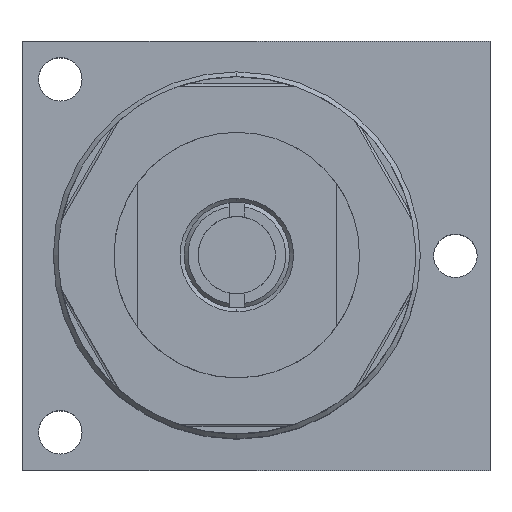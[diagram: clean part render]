
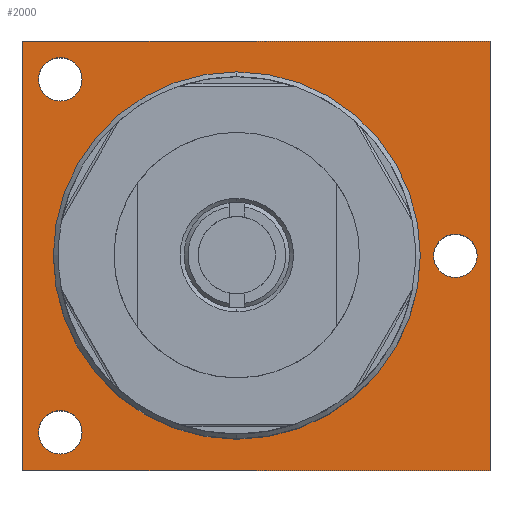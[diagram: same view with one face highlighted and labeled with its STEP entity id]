
A CAD part, top view. The second image highlights one B-rep face of the part: STEP entity #2000.
In plain terms, the highlighted planar face has unit normal (0, 0, 1).
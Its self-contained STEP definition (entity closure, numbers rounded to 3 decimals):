
#595=DIRECTION('',(0.,1.,0.));
#596=VECTOR('',#595,88.9);
#597=CARTESIAN_POINT('',(-44.45,-44.45,20.65));
#598=LINE('',#597,#596);
#599=CARTESIAN_POINT('',(0.,0.,20.65));
#600=DIRECTION('',(0.,0.,-1.));
#601=DIRECTION('',(0.,-1.,0.));
#602=AXIS2_PLACEMENT_3D('',#599,#600,#601);
#604=CARTESIAN_POINT('',(0.,0.,20.65));
#605=DIRECTION('',(0.,0.,-1.));
#606=DIRECTION('',(0.,1.,0.));
#607=AXIS2_PLACEMENT_3D('',#604,#605,#606);
#609=CARTESIAN_POINT('',(-36.525,-36.525,20.65));
#610=DIRECTION('',(0.,0.,-1.));
#611=DIRECTION('',(-1.,0.,0.));
#612=AXIS2_PLACEMENT_3D('',#609,#610,#611);
#614=CARTESIAN_POINT('',(-36.525,-36.525,20.65));
#615=DIRECTION('',(0.,0.,-1.));
#616=DIRECTION('',(1.,0.,0.));
#617=AXIS2_PLACEMENT_3D('',#614,#615,#616);
#619=CARTESIAN_POINT('',(-36.525,36.525,20.65));
#620=DIRECTION('',(0.,0.,-1.));
#621=DIRECTION('',(-1.,0.,0.));
#622=AXIS2_PLACEMENT_3D('',#619,#620,#621);
#624=CARTESIAN_POINT('',(-36.525,36.525,20.65));
#625=DIRECTION('',(0.,0.,-1.));
#626=DIRECTION('',(1.,0.,0.));
#627=AXIS2_PLACEMENT_3D('',#624,#625,#626);
#629=CARTESIAN_POINT('',(45.237,0.,20.65));
#630=DIRECTION('',(0.,0.,-1.));
#631=DIRECTION('',(-1.,0.,0.));
#632=AXIS2_PLACEMENT_3D('',#629,#630,#631);
#634=CARTESIAN_POINT('',(45.237,0.,20.65));
#635=DIRECTION('',(0.,0.,-1.));
#636=DIRECTION('',(1.,0.,0.));
#637=AXIS2_PLACEMENT_3D('',#634,#635,#636);
#647=DIRECTION('',(1.,0.,0.));
#648=VECTOR('',#647,96.85);
#649=CARTESIAN_POINT('',(-44.45,-44.45,20.65));
#650=LINE('',#649,#648);
#689=DIRECTION('',(0.,1.,0.));
#690=VECTOR('',#689,88.9);
#691=CARTESIAN_POINT('',(52.4,-44.45,20.65));
#692=LINE('',#691,#690);
#721=DIRECTION('',(1.,0.,0.));
#722=VECTOR('',#721,96.85);
#723=CARTESIAN_POINT('',(-44.45,44.45,20.65));
#724=LINE('',#723,#722);
#1308=CARTESIAN_POINT('',(-44.45,-44.45,20.65));
#1309=VERTEX_POINT('',#1308);
#1310=CARTESIAN_POINT('',(52.4,-44.45,20.65));
#1311=VERTEX_POINT('',#1310);
#1316=CARTESIAN_POINT('',(-44.45,44.45,20.65));
#1317=VERTEX_POINT('',#1316);
#1318=CARTESIAN_POINT('',(52.4,44.45,20.65));
#1319=VERTEX_POINT('',#1318);
#1324=CARTESIAN_POINT('',(-41.021,-36.525,20.65));
#1325=CARTESIAN_POINT('',(-32.029,-36.525,20.65));
#1326=VERTEX_POINT('',#1324);
#1327=VERTEX_POINT('',#1325);
#1332=CARTESIAN_POINT('',(-41.021,36.525,20.65));
#1333=CARTESIAN_POINT('',(-32.029,36.525,20.65));
#1334=VERTEX_POINT('',#1332);
#1335=VERTEX_POINT('',#1333);
#1340=CARTESIAN_POINT('',(40.741,0.,20.65));
#1341=CARTESIAN_POINT('',(49.733,0.,20.65));
#1342=VERTEX_POINT('',#1340);
#1343=VERTEX_POINT('',#1341);
#1384=CARTESIAN_POINT('',(0.,-36.488,20.65));
#1385=CARTESIAN_POINT('',(0.,36.488,20.65));
#1386=VERTEX_POINT('',#1384);
#1387=VERTEX_POINT('',#1385);
#1962=CARTESIAN_POINT('',(-44.45,-44.45,20.65));
#1963=DIRECTION('',(0.,0.,1.));
#1964=DIRECTION('',(1.,0.,0.));
#1965=AXIS2_PLACEMENT_3D('',#1962,#1963,#1964);
#1966=PLANE('',#1965);
#1968=ORIENTED_EDGE('',*,*,#1967,.F.);
#1970=ORIENTED_EDGE('',*,*,#1969,.T.);
#1972=ORIENTED_EDGE('',*,*,#1971,.T.);
#1974=ORIENTED_EDGE('',*,*,#1973,.F.);
#1975=EDGE_LOOP('',(#1968,#1970,#1972,#1974));
#1976=FACE_OUTER_BOUND('',#1975,.F.);
#1978=ORIENTED_EDGE('',*,*,#1977,.F.);
#1979=ORIENTED_EDGE('',*,*,#1952,.F.);
#1980=EDGE_LOOP('',(#1978,#1979));
#1981=FACE_BOUND('',#1980,.F.);
#1983=ORIENTED_EDGE('',*,*,#1982,.F.);
#1985=ORIENTED_EDGE('',*,*,#1984,.F.);
#1986=EDGE_LOOP('',(#1983,#1985));
#1987=FACE_BOUND('',#1986,.F.);
#1989=ORIENTED_EDGE('',*,*,#1988,.F.);
#1991=ORIENTED_EDGE('',*,*,#1990,.F.);
#1992=EDGE_LOOP('',(#1989,#1991));
#1993=FACE_BOUND('',#1992,.F.);
#1995=ORIENTED_EDGE('',*,*,#1994,.F.);
#1997=ORIENTED_EDGE('',*,*,#1996,.F.);
#1998=EDGE_LOOP('',(#1995,#1997));
#1999=FACE_BOUND('',#1998,.F.);
#603=CIRCLE('',#602,36.488);
#608=CIRCLE('',#607,36.488);
#613=CIRCLE('',#612,4.496);
#618=CIRCLE('',#617,4.496);
#623=CIRCLE('',#622,4.496);
#628=CIRCLE('',#627,4.496);
#633=CIRCLE('',#632,4.496);
#638=CIRCLE('',#637,4.496);
#1952=EDGE_CURVE('',#1387,#1386,#608,.T.);
#1967=EDGE_CURVE('',#1309,#1311,#650,.T.);
#1969=EDGE_CURVE('',#1309,#1317,#598,.T.);
#1971=EDGE_CURVE('',#1317,#1319,#724,.T.);
#1973=EDGE_CURVE('',#1311,#1319,#692,.T.);
#1977=EDGE_CURVE('',#1386,#1387,#603,.T.);
#1982=EDGE_CURVE('',#1326,#1327,#613,.T.);
#1984=EDGE_CURVE('',#1327,#1326,#618,.T.);
#1988=EDGE_CURVE('',#1334,#1335,#623,.T.);
#1990=EDGE_CURVE('',#1335,#1334,#628,.T.);
#1994=EDGE_CURVE('',#1342,#1343,#633,.T.);
#1996=EDGE_CURVE('',#1343,#1342,#638,.T.);
#2000=ADVANCED_FACE('',(#1976,#1981,#1987,#1993,#1999),#1966,.T.);
